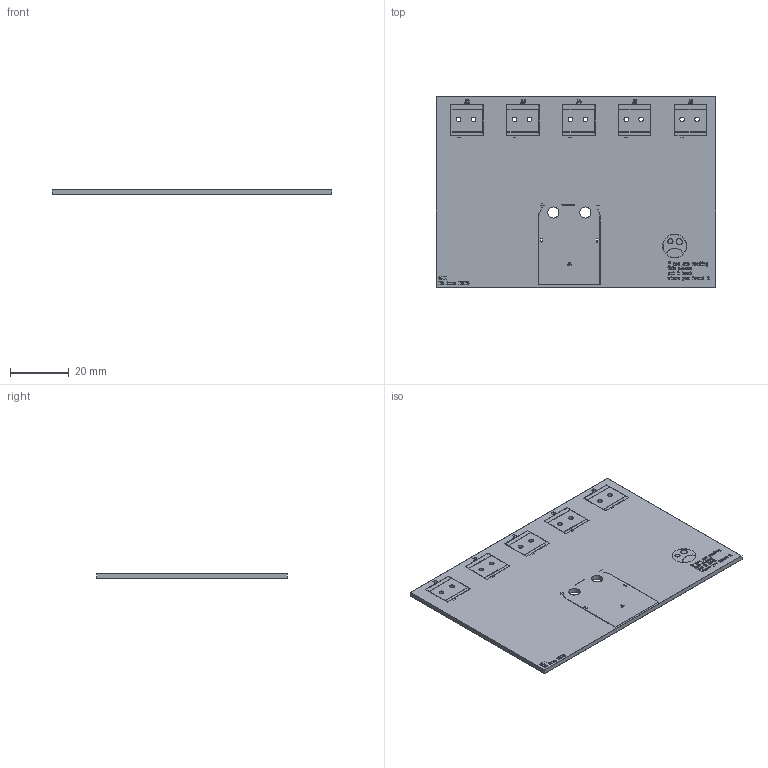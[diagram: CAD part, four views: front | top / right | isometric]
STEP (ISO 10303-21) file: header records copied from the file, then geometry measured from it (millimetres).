
FILE_DESCRIPTION(('KiCad electronic assembly'),'2;1');
FILE_NAME('PSU to buck.step','2025-06-30T17:31:39',('Pcbnew'),('Kicad'), 'Open CASCADE STEP processor 7.8','KiCad to STEP converter','Unknown' );
FILE_SCHEMA(('AUTOMOTIVE_DESIGN { 1 0 10303 214 1 1 1 1 }'));
Length unit declared in the file: millimetre
Products named in the file (4): PSU to buck 1; PSU to buck_silkscreen; PSU to buck_soldermask; PSU to buck_PCB
Assembly tree (3 placements, depth 2):
  PSU to buck 1
    PSU to buck_silkscreen
    PSU to buck_soldermask
    PSU to buck_PCB
Bounding box: 95.25 x 64.77 x 1.66 mm (x, y, z)
Volume: 9248.8 mm3; surface area: 25214.3 mm2
Topology: 1 solids, 146 shells, 171 faces, 2108 edges, 2084 vertices
Faces by surface type: plane 155, cylinder 16
Full cylindrical faces by diameter (mm): 1.6 x10, 3.8 x2
Entity records: 20681 total; most frequent: CARTESIAN_POINT 4367, DIRECTION 3019, ORIENTED_EDGE 2180, EDGE_CURVE 2108, VERTEX_POINT 2084, LINE 1547, VECTOR 1547, AXIS2_PLACEMENT_3D 736
